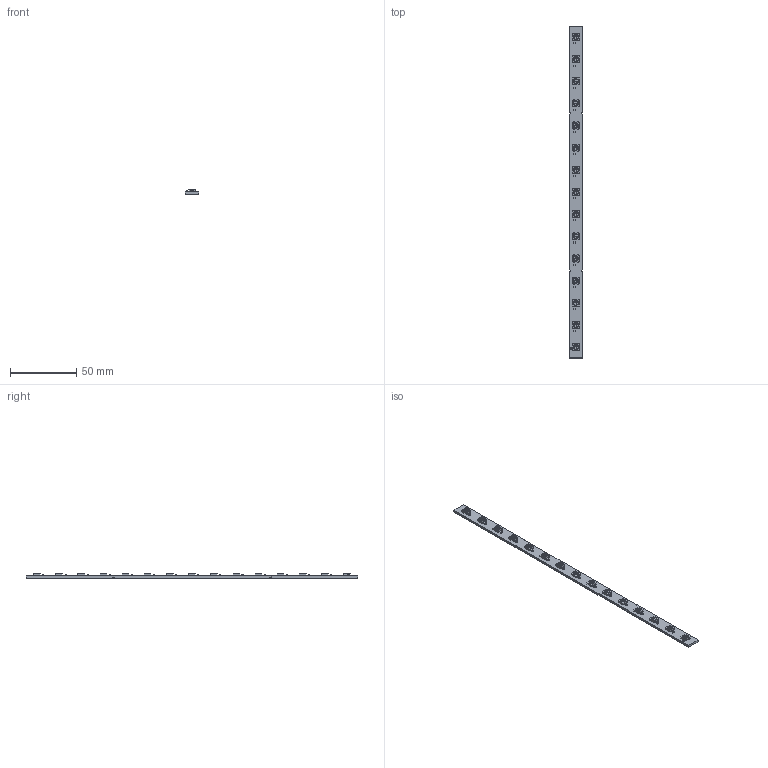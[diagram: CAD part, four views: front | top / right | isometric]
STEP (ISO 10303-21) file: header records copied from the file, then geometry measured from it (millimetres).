
FILE_DESCRIPTION(('KiCad electronic assembly'),'2;1');
FILE_NAME('GlowLEDsPCB.step','2022-07-09T23:00:50',('Pcbnew'),('Kicad'), 'Open CASCADE STEP processor 7.6','KiCad to STEP converter','Unknown' );
FILE_SCHEMA(('AUTOMOTIVE_DESIGN { 1 0 10303 214 1 1 1 1 }'));
Length unit declared in the file: millimetre
Products named in the file (6): GlowLEDsPCB 1; C_0603_1608Metric; SOLID; WS2812B; COMPOUND; GlowLEDsPCB PCB
Assembly tree (33 placements, depth 3):
  GlowLEDsPCB 1
    C_0603_1608Metric  x15
      SOLID
    WS2812B  x15
      COMPOUND
    GlowLEDsPCB PCB
Bounding box: 10 x 250 x 3.34 mm (x, y, z)
Volume: 4727.2 mm3; surface area: 7290.9 mm2
Topology: 31 solids, 31 shells, 1306 faces, 3762 edges, 2578 vertices
Faces by surface type: bspline 1290, plane 10, cylinder 6
Entity records: 7107 total; most frequent: CARTESIAN_POINT 2704, B_SPLINE_CURVE_WITH_KNOTS 610, ORIENTED_EDGE 580, PCURVE 580, DEFINITIONAL_REPRESENTATION 580, EDGE_CURVE 290, SURFACE_CURVE 288, DIRECTION 210
